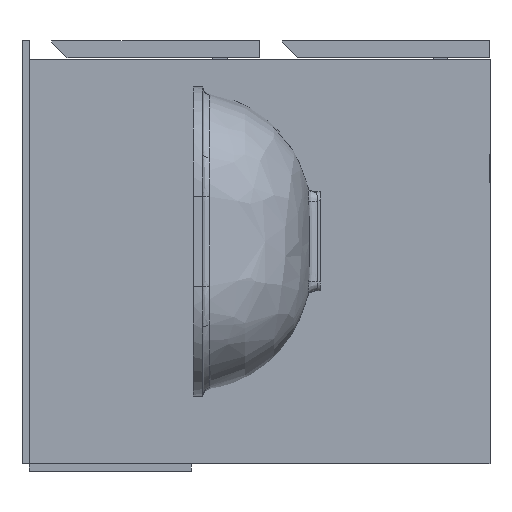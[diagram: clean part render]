
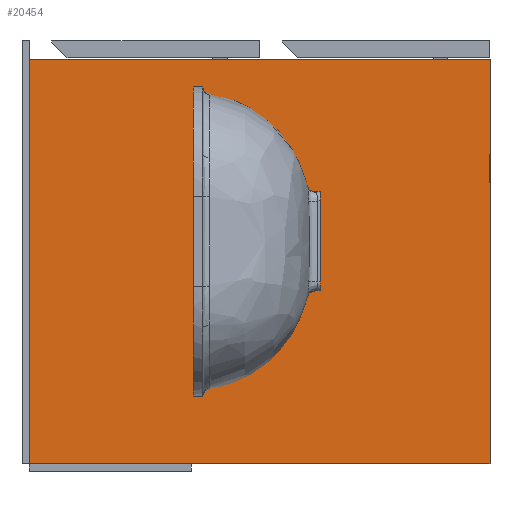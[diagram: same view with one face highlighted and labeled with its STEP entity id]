
A CAD part, left-side view. The second image highlights one B-rep face of the part: STEP entity #20454.
In plain terms, the highlighted planar face has unit normal (-1, 0, 0).
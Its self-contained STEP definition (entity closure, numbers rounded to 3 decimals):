
#128 = VECTOR ( 'NONE', #25540, 1000. ) ;
#2045 = DIRECTION ( 'NONE',  ( 0., 0., 1. ) ) ;
#2459 = EDGE_CURVE ( 'NONE', #16345, #28561, #6967, .T. ) ;
#3575 = DIRECTION ( 'NONE',  ( 0., 0., 1. ) ) ;
#3979 = CARTESIAN_POINT ( 'NONE',  ( 2., 512., -21. ) ) ;
#5081 = EDGE_CURVE ( 'NONE', #9365, #28561, #15157, .T. ) ;
#6967 = LINE ( 'NONE', #16262, #128 ) ;
#7424 = ORIENTED_EDGE ( 'NONE', *, *, #10307, .F. ) ;
#7680 = CARTESIAN_POINT ( 'NONE',  ( 2., 961.402, -470. ) ) ;
#9365 = VERTEX_POINT ( 'NONE', #14886 ) ;
#10004 = ORIENTED_EDGE ( 'NONE', *, *, #5081, .T. ) ;
#10307 = EDGE_CURVE ( 'NONE', #19044, #16345, #13617, .T. ) ;
#11085 = LINE ( 'NONE', #20377, #23714 ) ;
#11459 = VECTOR ( 'NONE', #2045, 1000. ) ;
#13617 = LINE ( 'NONE', #22913, #11459 ) ;
#14886 = CARTESIAN_POINT ( 'NONE',  ( 2., 0., -470. ) ) ;
#15157 = LINE ( 'NONE', #24434, #23995 ) ;
#16262 = CARTESIAN_POINT ( 'NONE',  ( 2., 961.402, -21. ) ) ;
#16345 = VERTEX_POINT ( 'NONE', #3979 ) ;
#16976 = DIRECTION ( 'NONE',  ( 1., 0., 0. ) ) ;
#17396 = EDGE_CURVE ( 'NONE', #19044, #9365, #11085, .T. ) ;
#18484 = ORIENTED_EDGE ( 'NONE', *, *, #17396, .T. ) ;
#18920 = AXIS2_PLACEMENT_3D ( 'NONE', #7680, #16976, #26247 ) ;
#19044 = VERTEX_POINT ( 'NONE', #24911 ) ;
#19261 = FACE_OUTER_BOUND ( 'NONE', #27604, .T. ) ;
#20377 = CARTESIAN_POINT ( 'NONE',  ( 2., 961.402, -470. ) ) ;
#20454 = ADVANCED_FACE ( 'NONE', ( #19261 ), #28523, .F. ) ;
#22913 = CARTESIAN_POINT ( 'NONE',  ( 2., 512., -470. ) ) ;
#23714 = VECTOR ( 'NONE', #29650, 1000. ) ;
#23995 = VECTOR ( 'NONE', #3575, 1000. ) ;
#24434 = CARTESIAN_POINT ( 'NONE',  ( 2., 0., -470. ) ) ;
#24911 = CARTESIAN_POINT ( 'NONE',  ( 2., 512., -470. ) ) ;
#25540 = DIRECTION ( 'NONE',  ( 0., -1., 0. ) ) ;
#26247 = DIRECTION ( 'NONE',  ( 0., 0., -1. ) ) ;
#26364 = CARTESIAN_POINT ( 'NONE',  ( 2., 0., -21. ) ) ;
#27604 = EDGE_LOOP ( 'NONE', ( #7424, #18484, #10004, #28661 ) ) ;
#28523 = PLANE ( 'NONE',  #18920 ) ;
#28561 = VERTEX_POINT ( 'NONE', #26364 ) ;
#28661 = ORIENTED_EDGE ( 'NONE', *, *, #2459, .F. ) ;
#29650 = DIRECTION ( 'NONE',  ( 0., -1., 0. ) ) ;
